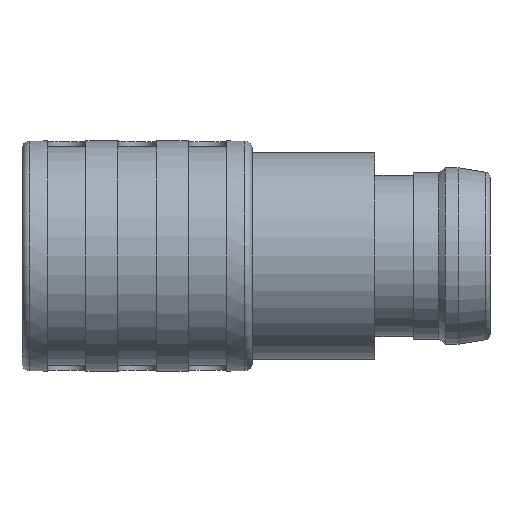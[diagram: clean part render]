
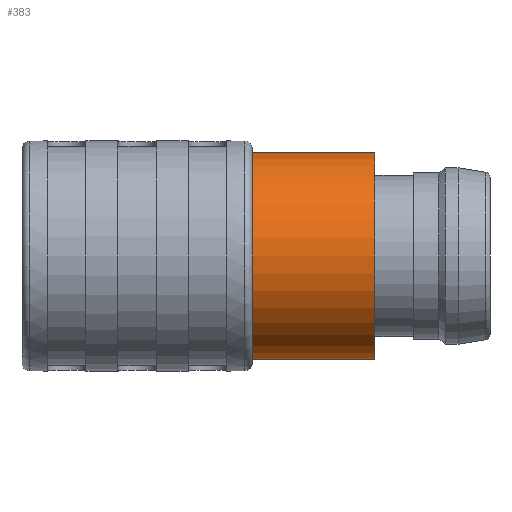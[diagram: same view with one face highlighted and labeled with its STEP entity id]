
A CAD part, front view. The second image highlights one B-rep face of the part: STEP entity #383.
In plain terms, the highlighted cylindrical face has radius 4.05 mm (diameter 8.1 mm), a full revolution.
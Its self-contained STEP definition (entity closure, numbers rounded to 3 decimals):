
#155=CYLINDRICAL_SURFACE('',#2492,4.05);
#383=ADVANCED_FACE('',(#476,#477),#155,.T.);
#476=FACE_BOUND('',#615,.T.);
#477=FACE_BOUND('',#616,.T.);
#615=EDGE_LOOP('',(#1063));
#616=EDGE_LOOP('',(#1064));
#1063=ORIENTED_EDGE('',*,*,#1464,.F.);
#1064=ORIENTED_EDGE('',*,*,#1386,.T.);
#1204=VERTEX_POINT('',#3690);
#1240=VERTEX_POINT('',#3862);
#1386=EDGE_CURVE('',#1204,#1204,#1538,.T.);
#1464=EDGE_CURVE('',#1240,#1240,#1571,.T.);
#1538=CIRCLE('',#2400,4.05);
#1571=CIRCLE('',#2491,4.05);
#2400=AXIS2_PLACEMENT_3D('',#3689,#2835,#2836);
#2491=AXIS2_PLACEMENT_3D('',#3861,#3062,#3063);
#2492=AXIS2_PLACEMENT_3D('',#3863,#3064,#3065);
#2835=DIRECTION('',(1.,0.,0.));
#2836=DIRECTION('',(0.,1.,0.));
#3062=DIRECTION('',(1.,0.,0.));
#3063=DIRECTION('',(0.,1.,0.));
#3064=DIRECTION('',(-1.,0.,0.));
#3065=DIRECTION('',(0.,1.,0.));
#3689=CARTESIAN_POINT('',(83.85,20.5,-4.65));
#3690=CARTESIAN_POINT('',(83.85,24.55,-4.65));
#3861=CARTESIAN_POINT('',(88.65,20.5,-4.65));
#3862=CARTESIAN_POINT('',(88.65,24.55,-4.65));
#3863=CARTESIAN_POINT('',(88.65,20.5,-4.65));
